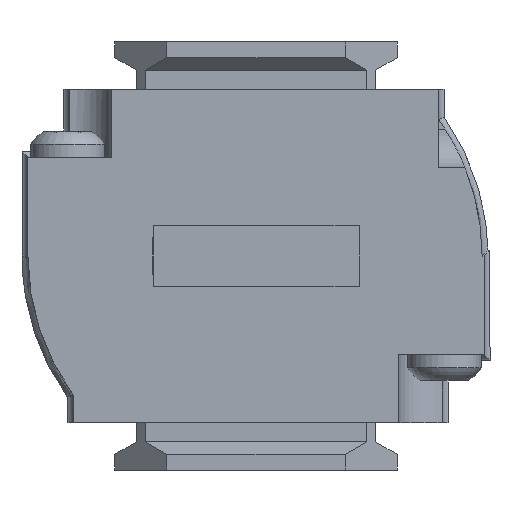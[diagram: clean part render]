
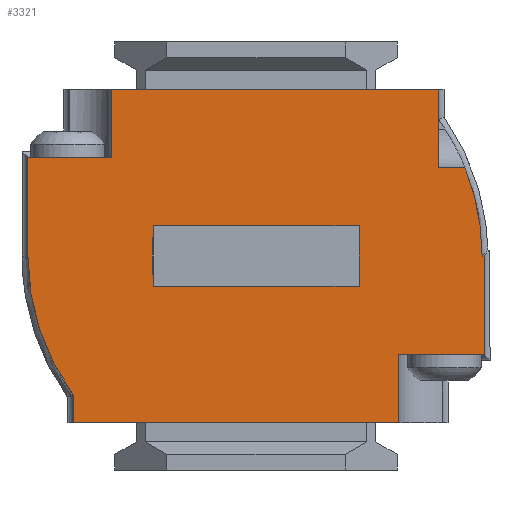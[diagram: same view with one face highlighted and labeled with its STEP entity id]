
A CAD part, front view. The second image highlights one B-rep face of the part: STEP entity #3321.
In plain terms, the highlighted planar face has unit normal (0, -1, 0).
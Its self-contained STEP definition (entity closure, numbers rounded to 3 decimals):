
#2 = LINE ( 'NONE', #6451, #1056 ) ;
#83 = CARTESIAN_POINT ( 'NONE',  ( -23., -19., -38.1 ) ) ;
#156 = CARTESIAN_POINT ( 'NONE',  ( 29.9, -19., -48. ) ) ;
#161 = CARTESIAN_POINT ( 'NONE',  ( -18., -19., -48.84 ) ) ;
#206 = LINE ( 'NONE', #161, #1135 ) ;
#274 = AXIS2_PLACEMENT_3D ( 'NONE', #2994, #6563, #4992 ) ;
#342 = DIRECTION ( 'NONE',  ( 0., 0., -1. ) ) ;
#412 = CARTESIAN_POINT ( 'NONE',  ( -13., -19., -24.7 ) ) ;
#445 = CARTESIAN_POINT ( 'NONE',  ( -13., -19., -29.3 ) ) ;
#478 = ORIENTED_EDGE ( 'NONE', *, *, #586, .F. ) ;
#515 = LINE ( 'NONE', #3136, #4813 ) ;
#586 = EDGE_CURVE ( 'NONE', #5244, #4698, #206, .T. ) ;
#701 = CARTESIAN_POINT ( 'NONE',  ( -13., -19., -24.7 ) ) ;
#725 = DIRECTION ( 'NONE',  ( 1., 0., 0. ) ) ;
#975 = CARTESIAN_POINT ( 'NONE',  ( 23., -19., -48.84 ) ) ;
#976 = CARTESIAN_POINT ( 'NONE',  ( 23., -19., -9.436 ) ) ;
#1028 = EDGE_CURVE ( 'NONE', #6889, #4495, #7760, .T. ) ;
#1056 = VECTOR ( 'NONE', #6527, 1000. ) ;
#1060 = AXIS2_PLACEMENT_3D ( 'NONE', #6326, #4771, #6038 ) ;
#1104 = ORIENTED_EDGE ( 'NONE', *, *, #5322, .F. ) ;
#1122 = ORIENTED_EDGE ( 'NONE', *, *, #3875, .F. ) ;
#1135 = VECTOR ( 'NONE', #4122, 1000. ) ;
#1227 = EDGE_CURVE ( 'NONE', #7421, #1470, #3342, .T. ) ;
#1233 = ORIENTED_EDGE ( 'NONE', *, *, #1580, .F. ) ;
#1292 = ORIENTED_EDGE ( 'NONE', *, *, #8191, .F. ) ;
#1311 = DIRECTION ( 'NONE',  ( 0., 1., 0. ) ) ;
#1374 = CARTESIAN_POINT ( 'NONE',  ( -28.75, -19., -27. ) ) ;
#1387 = EDGE_LOOP ( 'NONE', ( #1233, #7370, #5375, #1104 ) ) ;
#1442 = DIRECTION ( 'NONE',  ( -1., 0., 0. ) ) ;
#1470 = VERTEX_POINT ( 'NONE', #4210 ) ;
#1525 = CARTESIAN_POINT ( 'NONE',  ( 13., -19., -29.3 ) ) ;
#1570 = ORIENTED_EDGE ( 'NONE', *, *, #2437, .F. ) ;
#1575 = CARTESIAN_POINT ( 'NONE',  ( -28.376, -19., -27. ) ) ;
#1580 = EDGE_CURVE ( 'NONE', #1470, #6195, #6335, .T. ) ;
#1611 = CARTESIAN_POINT ( 'NONE',  ( -18., -19., -14.6 ) ) ;
#1673 = LINE ( 'NONE', #8279, #6256 ) ;
#1688 = DIRECTION ( 'NONE',  ( 0., 0., 1. ) ) ;
#1731 = VECTOR ( 'NONE', #1688, 1000. ) ;
#1742 = LINE ( 'NONE', #4938, #8322 ) ;
#1799 = EDGE_LOOP ( 'NONE', ( #1570, #8396, #478, #1292, #1122, #7707, #6179, #2832, #5417, #4934, #3503, #4845, #3755, #2201 ) ) ;
#1871 = CARTESIAN_POINT ( 'NONE',  ( 28.75, -19., -27. ) ) ;
#1954 = VECTOR ( 'NONE', #3845, 1000. ) ;
#2066 = VERTEX_POINT ( 'NONE', #1374 ) ;
#2201 = ORIENTED_EDGE ( 'NONE', *, *, #5554, .F. ) ;
#2437 = EDGE_CURVE ( 'NONE', #7991, #3134, #3020, .T. ) ;
#2459 = CARTESIAN_POINT ( 'NONE',  ( 29.9, -19., -39.4 ) ) ;
#2629 = CARTESIAN_POINT ( 'NONE',  ( 28.75, -19., -39.4 ) ) ;
#2832 = ORIENTED_EDGE ( 'NONE', *, *, #3231, .F. ) ;
#2960 = EDGE_CURVE ( 'NONE', #6243, #3753, #6977, .T. ) ;
#2994 = CARTESIAN_POINT ( 'NONE',  ( -0.95, -19., -27. ) ) ;
#3020 = LINE ( 'NONE', #975, #4615 ) ;
#3134 = VERTEX_POINT ( 'NONE', #976 ) ;
#3136 = CARTESIAN_POINT ( 'NONE',  ( 13., -19., -29.3 ) ) ;
#3227 = CARTESIAN_POINT ( 'NONE',  ( -23., -19., -48. ) ) ;
#3231 = EDGE_CURVE ( 'NONE', #3753, #4165, #1673, .T. ) ;
#3321 = ADVANCED_FACE ( 'NONE', ( #5816, #8439 ), #7895, .F. ) ;
#3342 = LINE ( 'NONE', #701, #5811 ) ;
#3367 = VERTEX_POINT ( 'NONE', #6035 ) ;
#3431 = EDGE_CURVE ( 'NONE', #6015, #2066, #6775, .T. ) ;
#3449 = CARTESIAN_POINT ( 'NONE',  ( -26.348, -19., -38.1 ) ) ;
#3450 = EDGE_CURVE ( 'NONE', #4698, #7991, #1742, .T. ) ;
#3493 = CARTESIAN_POINT ( 'NONE',  ( 29.9, -19., -14.6 ) ) ;
#3503 = ORIENTED_EDGE ( 'NONE', *, *, #5423, .F. ) ;
#3617 = VECTOR ( 'NONE', #5690, 1000. ) ;
#3753 = VERTEX_POINT ( 'NONE', #83 ) ;
#3755 = ORIENTED_EDGE ( 'NONE', *, *, #3761, .F. ) ;
#3761 = EDGE_CURVE ( 'NONE', #5957, #6889, #2, .T. ) ;
#3845 = DIRECTION ( 'NONE',  ( -1., 0., 0. ) ) ;
#3846 = VECTOR ( 'NONE', #342, 1000. ) ;
#3875 = EDGE_CURVE ( 'NONE', #2066, #3367, #7407, .T. ) ;
#3926 = VERTEX_POINT ( 'NONE', #6840 ) ;
#4046 = LINE ( 'NONE', #3493, #6836 ) ;
#4122 = DIRECTION ( 'NONE',  ( 0., 0., 1. ) ) ;
#4165 = VERTEX_POINT ( 'NONE', #3449 ) ;
#4204 = DIRECTION ( 'NONE',  ( -1., 0., 0. ) ) ;
#4210 = CARTESIAN_POINT ( 'NONE',  ( -13., -19., -29.3 ) ) ;
#4408 = VERTEX_POINT ( 'NONE', #7010 ) ;
#4495 = VERTEX_POINT ( 'NONE', #6481 ) ;
#4520 = LINE ( 'NONE', #8443, #7798 ) ;
#4615 = VECTOR ( 'NONE', #6337, 1000. ) ;
#4638 = DIRECTION ( 'NONE',  ( 0., 0., 1. ) ) ;
#4690 = DIRECTION ( 'NONE',  ( 0., 0., -1. ) ) ;
#4698 = VERTEX_POINT ( 'NONE', #8367 ) ;
#4771 = DIRECTION ( 'NONE',  ( 0., 1., 0. ) ) ;
#4782 = VECTOR ( 'NONE', #1442, 1000. ) ;
#4813 = VECTOR ( 'NONE', #7751, 1000. ) ;
#4845 = ORIENTED_EDGE ( 'NONE', *, *, #1028, .F. ) ;
#4934 = ORIENTED_EDGE ( 'NONE', *, *, #7909, .F. ) ;
#4938 = CARTESIAN_POINT ( 'NONE',  ( 29.9, -19., -6. ) ) ;
#4992 = DIRECTION ( 'NONE',  ( -1., 0., 0. ) ) ;
#5015 = DIRECTION ( 'NONE',  ( 1., 0., 0. ) ) ;
#5244 = VERTEX_POINT ( 'NONE', #1611 ) ;
#5322 = EDGE_CURVE ( 'NONE', #6195, #4408, #515, .T. ) ;
#5375 = ORIENTED_EDGE ( 'NONE', *, *, #7405, .F. ) ;
#5417 = ORIENTED_EDGE ( 'NONE', *, *, #2960, .F. ) ;
#5423 = EDGE_CURVE ( 'NONE', #4495, #3926, #5470, .T. ) ;
#5463 = CARTESIAN_POINT ( 'NONE',  ( -28.75, -19., -48.84 ) ) ;
#5470 = LINE ( 'NONE', #8100, #3846 ) ;
#5554 = EDGE_CURVE ( 'NONE', #3134, #5957, #6736, .T. ) ;
#5602 = CARTESIAN_POINT ( 'NONE',  ( -23., -19., -48.84 ) ) ;
#5690 = DIRECTION ( 'NONE',  ( 1., 0., 0. ) ) ;
#5697 = DIRECTION ( 'NONE',  ( -1., 0., 0. ) ) ;
#5709 = AXIS2_PLACEMENT_3D ( 'NONE', #7205, #1311, #4638 ) ;
#5779 = DIRECTION ( 'NONE',  ( -1., 0., 0. ) ) ;
#5811 = VECTOR ( 'NONE', #4690, 1000. ) ;
#5816 = FACE_BOUND ( 'NONE', #1387, .T. ) ;
#5957 = VERTEX_POINT ( 'NONE', #1871 ) ;
#6007 = DIRECTION ( 'NONE',  ( 0., 0., 1. ) ) ;
#6015 = VERTEX_POINT ( 'NONE', #6377 ) ;
#6035 = CARTESIAN_POINT ( 'NONE',  ( -28.75, -19., -14.6 ) ) ;
#6038 = DIRECTION ( 'NONE',  ( -1., 0., 0. ) ) ;
#6136 = CIRCLE ( 'NONE', #1060, 29.7 ) ;
#6179 = ORIENTED_EDGE ( 'NONE', *, *, #7925, .F. ) ;
#6195 = VERTEX_POINT ( 'NONE', #1525 ) ;
#6243 = VERTEX_POINT ( 'NONE', #3227 ) ;
#6256 = VECTOR ( 'NONE', #5697, 1000. ) ;
#6326 = CARTESIAN_POINT ( 'NONE',  ( 1.2, -19., -27. ) ) ;
#6335 = LINE ( 'NONE', #445, #3617 ) ;
#6337 = DIRECTION ( 'NONE',  ( 0., 0., -1. ) ) ;
#6377 = CARTESIAN_POINT ( 'NONE',  ( -28.5, -19., -27. ) ) ;
#6451 = CARTESIAN_POINT ( 'NONE',  ( 28.75, -19., -48.84 ) ) ;
#6481 = CARTESIAN_POINT ( 'NONE',  ( 18.25, -19., -39.4 ) ) ;
#6527 = DIRECTION ( 'NONE',  ( 0., 0., -1. ) ) ;
#6563 = DIRECTION ( 'NONE',  ( 0., 1., 0. ) ) ;
#6736 = CIRCLE ( 'NONE', #274, 29.7 ) ;
#6775 = LINE ( 'NONE', #1575, #7520 ) ;
#6824 = LINE ( 'NONE', #156, #4782 ) ;
#6836 = VECTOR ( 'NONE', #725, 1000. ) ;
#6840 = CARTESIAN_POINT ( 'NONE',  ( 18.25, -19., -48. ) ) ;
#6889 = VERTEX_POINT ( 'NONE', #2629 ) ;
#6977 = LINE ( 'NONE', #5602, #1731 ) ;
#7010 = CARTESIAN_POINT ( 'NONE',  ( 13., -19., -24.7 ) ) ;
#7205 = CARTESIAN_POINT ( 'NONE',  ( 29.9, -19., -48.84 ) ) ;
#7339 = CARTESIAN_POINT ( 'NONE',  ( 23., -19., -6. ) ) ;
#7370 = ORIENTED_EDGE ( 'NONE', *, *, #1227, .F. ) ;
#7405 = EDGE_CURVE ( 'NONE', #4408, #7421, #4520, .T. ) ;
#7407 = LINE ( 'NONE', #5463, #8334 ) ;
#7421 = VERTEX_POINT ( 'NONE', #412 ) ;
#7520 = VECTOR ( 'NONE', #4204, 1000. ) ;
#7707 = ORIENTED_EDGE ( 'NONE', *, *, #3431, .F. ) ;
#7751 = DIRECTION ( 'NONE',  ( 0., 0., 1. ) ) ;
#7760 = LINE ( 'NONE', #2459, #1954 ) ;
#7798 = VECTOR ( 'NONE', #5779, 1000. ) ;
#7895 = PLANE ( 'NONE',  #5709 ) ;
#7909 = EDGE_CURVE ( 'NONE', #3926, #6243, #6824, .T. ) ;
#7925 = EDGE_CURVE ( 'NONE', #4165, #6015, #6136, .T. ) ;
#7991 = VERTEX_POINT ( 'NONE', #7339 ) ;
#8100 = CARTESIAN_POINT ( 'NONE',  ( 18.25, -19., -48.84 ) ) ;
#8191 = EDGE_CURVE ( 'NONE', #3367, #5244, #4046, .T. ) ;
#8279 = CARTESIAN_POINT ( 'NONE',  ( 29.9, -19., -38.1 ) ) ;
#8322 = VECTOR ( 'NONE', #5015, 1000. ) ;
#8334 = VECTOR ( 'NONE', #6007, 1000. ) ;
#8367 = CARTESIAN_POINT ( 'NONE',  ( -18., -19., -6. ) ) ;
#8396 = ORIENTED_EDGE ( 'NONE', *, *, #3450, .F. ) ;
#8439 = FACE_OUTER_BOUND ( 'NONE', #1799, .T. ) ;
#8443 = CARTESIAN_POINT ( 'NONE',  ( 13., -19., -24.7 ) ) ;
